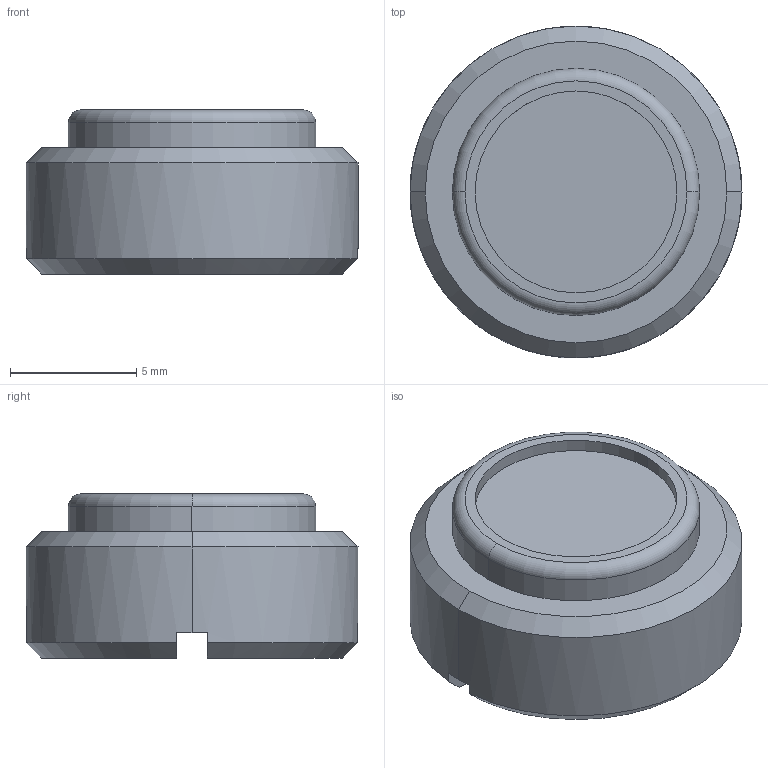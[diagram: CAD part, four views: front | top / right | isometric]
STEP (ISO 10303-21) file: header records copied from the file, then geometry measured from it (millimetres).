
FILE_DESCRIPTION (( 'STEP AP203' ), '1' );
FILE_NAME ('04010002-P.STEP', '2010-07-19T09:01:07', ( '' ), ( 'sopra-pneumatic' ), 'SwSTEP 2.0', 'SolidWorks 2009', '' );
FILE_SCHEMA (( 'CONFIG_CONTROL_DESIGN' ));
Length unit declared in the file: millimetre
Products named in the file (1): 04010002-P
Bounding box: 13.16 x 13.16 x 6.5 mm (x, y, z)
Volume: 584.7 mm3; surface area: 814.4 mm2
Topology: 2 solids, 2 shells, 32 faces, 74 edges, 48 vertices
Faces by surface type: cylinder 14, plane 12, cone 4, torus 2
Entity records: 1013 total; most frequent: CARTESIAN_POINT 185, DIRECTION 168, ORIENTED_EDGE 148, EDGE_CURVE 74, AXIS2_PLACEMENT_3D 71, VERTEX_POINT 48, CIRCLE 38, EDGE_LOOP 36
